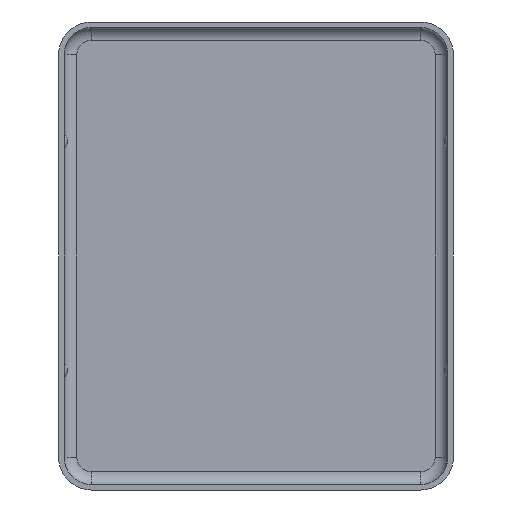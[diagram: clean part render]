
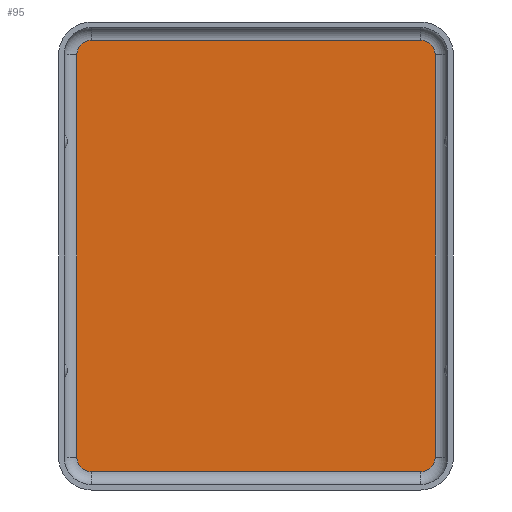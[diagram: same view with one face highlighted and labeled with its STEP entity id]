
A CAD part, front view. The second image highlights one B-rep face of the part: STEP entity #95.
In plain terms, the highlighted planar face has unit normal (0, -1, 0).
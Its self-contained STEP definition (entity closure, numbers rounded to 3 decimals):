
#95 = ADVANCED_FACE( 'NONE', ( #216 ), #217, .T. );
#216 = FACE_OUTER_BOUND( '', #405, .T. );
#217 = PLANE( '', #406 );
#405 = EDGE_LOOP( '', ( #646, #647, #648, #649, #650, #651, #652, #653 ) );
#406 = AXIS2_PLACEMENT_3D( '', #654, #655, #656 );
#646 = ORIENTED_EDGE( '', *, *, #938, .F. );
#647 = ORIENTED_EDGE( '', *, *, #918, .F. );
#648 = ORIENTED_EDGE( '', *, *, #901, .F. );
#649 = ORIENTED_EDGE( '', *, *, #939, .T. );
#650 = ORIENTED_EDGE( '', *, *, #940, .T. );
#651 = ORIENTED_EDGE( '', *, *, #941, .F. );
#652 = ORIENTED_EDGE( '', *, *, #942, .T. );
#653 = ORIENTED_EDGE( '', *, *, #943, .T. );
#654 = CARTESIAN_POINT( '', ( 9., 0., -11. ) );
#655 = DIRECTION( '', ( 0., -1., 0. ) );
#656 = DIRECTION( '', ( 0., 0., -1. ) );
#901 = EDGE_CURVE( 'NONE', #1049, #1051, #1052, .T. );
#918 = EDGE_CURVE( 'NONE', #1051, #1077, #1078, .T. );
#938 = EDGE_CURVE( 'NONE', #1077, #1107, #1108, .T. );
#939 = EDGE_CURVE( 'NONE', #1049, #1109, #1110, .T. );
#940 = EDGE_CURVE( 'NONE', #1109, #1111, #1112, .T. );
#941 = EDGE_CURVE( 'NONE', #1113, #1111, #1114, .T. );
#942 = EDGE_CURVE( 'NONE', #1113, #1115, #1116, .T. );
#943 = EDGE_CURVE( 'NONE', #1115, #1107, #1117, .T. );
#1049 = VERTEX_POINT( 'NONE', #1247 );
#1051 = VERTEX_POINT( 'NONE', #1249 );
#1052 = LINE( '', #1250, #1251 );
#1077 = VERTEX_POINT( 'NONE', #1281 );
#1078 = CIRCLE( '', #1282, 0.8 );
#1107 = VERTEX_POINT( 'NONE', #1316 );
#1108 = LINE( '', #1317, #1318 );
#1109 = VERTEX_POINT( 'NONE', #1319 );
#1110 = CIRCLE( '', #1320, 0.8 );
#1111 = VERTEX_POINT( 'NONE', #1321 );
#1112 = LINE( '', #1322, #1323 );
#1113 = VERTEX_POINT( 'NONE', #1324 );
#1114 = CIRCLE( '', #1325, 0.8 );
#1115 = VERTEX_POINT( 'NONE', #1326 );
#1116 = LINE( '', #1327, #1328 );
#1117 = CIRCLE( '', #1329, 0.8 );
#1247 = CARTESIAN_POINT( '', ( 9.8, 0., 11. ) );
#1249 = CARTESIAN_POINT( '', ( 9.8, 0., -11. ) );
#1250 = CARTESIAN_POINT( '', ( 9.8, 0., 0. ) );
#1251 = VECTOR( '', #1457, 1000. );
#1281 = CARTESIAN_POINT( '', ( 9., 0., -11.8 ) );
#1282 = AXIS2_PLACEMENT_3D( '', #1484, #1485, #1486 );
#1316 = CARTESIAN_POINT( '', ( -9., 0., -11.8 ) );
#1317 = CARTESIAN_POINT( '', ( 9., 0., -11.8 ) );
#1318 = VECTOR( '', #1516, 1000. );
#1319 = CARTESIAN_POINT( '', ( 9., 0., 11.8 ) );
#1320 = AXIS2_PLACEMENT_3D( '', #1517, #1518, #1519 );
#1321 = CARTESIAN_POINT( '', ( -9., 0., 11.8 ) );
#1322 = CARTESIAN_POINT( '', ( 9., 0., 11.8 ) );
#1323 = VECTOR( '', #1520, 1000. );
#1324 = CARTESIAN_POINT( '', ( -9.8, 0., 11. ) );
#1325 = AXIS2_PLACEMENT_3D( '', #1521, #1522, #1523 );
#1326 = CARTESIAN_POINT( '', ( -9.8, 0., -11. ) );
#1327 = CARTESIAN_POINT( '', ( -9.8, 0., 0. ) );
#1328 = VECTOR( '', #1524, 1000. );
#1329 = AXIS2_PLACEMENT_3D( '', #1525, #1526, #1527 );
#1457 = DIRECTION( '', ( 0., 0., -1. ) );
#1484 = CARTESIAN_POINT( '', ( 9., 0., -11. ) );
#1485 = DIRECTION( '', ( 0., 1., 0. ) );
#1486 = DIRECTION( '', ( 0., 0., 1. ) );
#1516 = DIRECTION( '', ( -1., 0., 0. ) );
#1517 = CARTESIAN_POINT( '', ( 9., 0., 11. ) );
#1518 = DIRECTION( '', ( 0., -1., 0. ) );
#1519 = DIRECTION( '', ( 0., 0., -1. ) );
#1520 = DIRECTION( '', ( -1., 0., 0. ) );
#1521 = CARTESIAN_POINT( '', ( -9., 0., 11. ) );
#1522 = DIRECTION( '', ( 0., 1., 0. ) );
#1523 = DIRECTION( '', ( 0., 0., -1. ) );
#1524 = DIRECTION( '', ( 0., 0., -1. ) );
#1525 = CARTESIAN_POINT( '', ( -9., 0., -11. ) );
#1526 = DIRECTION( '', ( 0., -1., 0. ) );
#1527 = DIRECTION( '', ( 0., 0., 1. ) );
